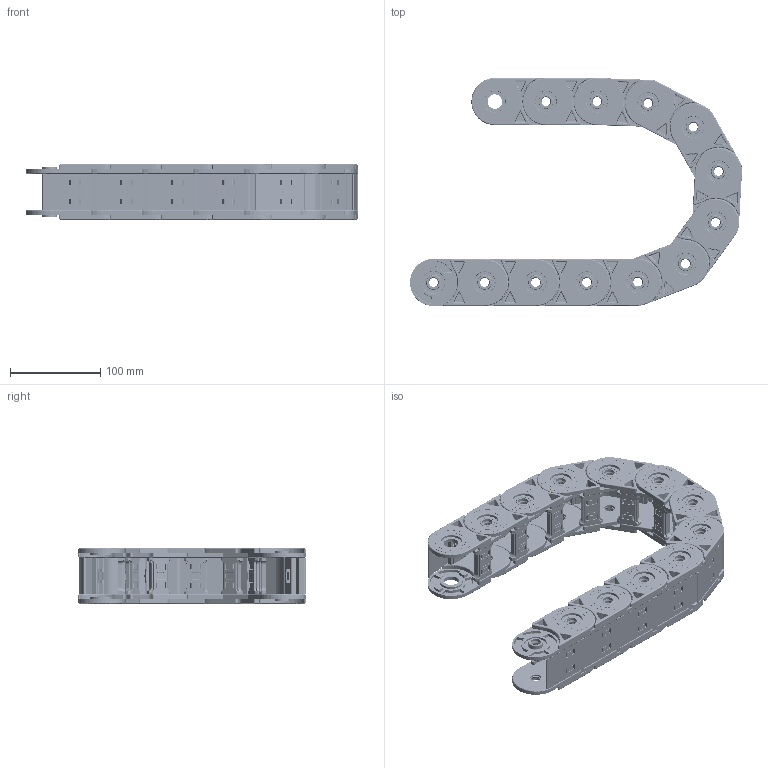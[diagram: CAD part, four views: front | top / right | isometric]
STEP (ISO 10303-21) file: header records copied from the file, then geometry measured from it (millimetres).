
FILE_DESCRIPTION (( 'STEP AP214' ), '1' );
FILE_NAME ('CK35-Y040-R100.STEP', '2019-09-10T06:11:34', ( '' ), ( '' ), 'SwSTEP 2.0', 'SolidWorks 2017', '' );
FILE_SCHEMA (( 'AUTOMOTIVE_DESIGN' ));
Length unit declared in the file: millimetre
Products named in the file (2): CK35-Y040-R100; CK35-Y040
Assembly tree (12 placements, depth 2):
  CK35-Y040-R100
    CK35-Y040  x12
Bounding box: 367.24 x 252.02 x 61.41 mm (x, y, z)
Volume: 684012.3 mm3; surface area: 533326.2 mm2
Topology: 48 solids, 48 shells, 11604 faces, 29184 edges, 18096 vertices
Faces by surface type: plane 4356, cylinder 3984, torus 1536, bspline 1152, cone 384, sphere 192
Entity records: 45481 total; most frequent: CARTESIAN_POINT 22852, ORIENTED_EDGE 4816, DIRECTION 4506, EDGE_CURVE 2408, AXIS2_PLACEMENT_3D 1616, VERTEX_POINT 1508, LINE 1274, VECTOR 1274
